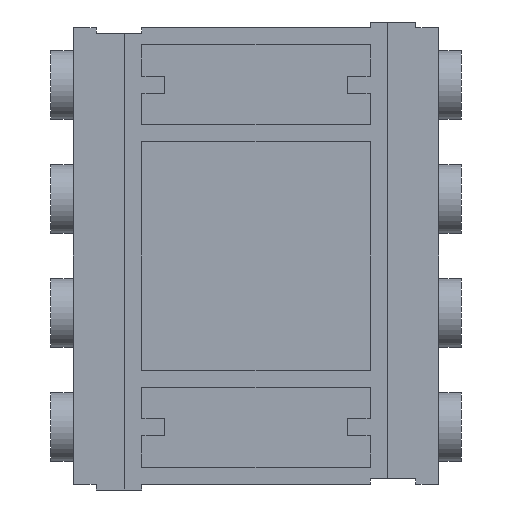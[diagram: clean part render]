
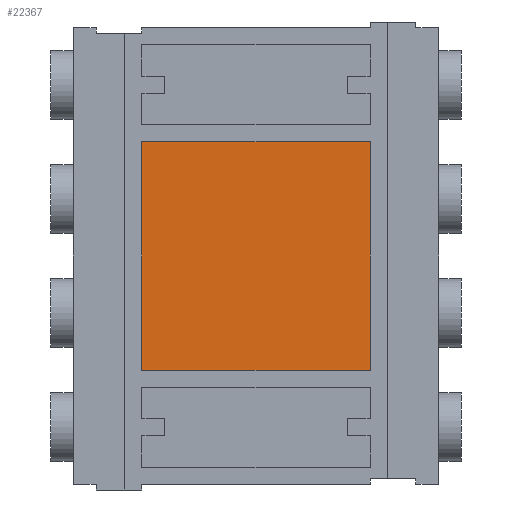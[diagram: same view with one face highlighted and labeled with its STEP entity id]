
A CAD part, front view. The second image highlights one B-rep face of the part: STEP entity #22367.
In plain terms, the highlighted planar face has unit normal (0, -1, 0).
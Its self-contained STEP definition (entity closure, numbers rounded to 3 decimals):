
#10801 = PLANE('',#10802);
#10802 = AXIS2_PLACEMENT_3D('',#10803,#10804,#10805);
#10803 = CARTESIAN_POINT('',(8.,-6.2,8.));
#10804 = DIRECTION('',(0.,0.,-1.));
#10805 = DIRECTION('',(0.,1.,0.));
#10829 = PLANE('',#10830);
#10830 = AXIS2_PLACEMENT_3D('',#10831,#10832,#10833);
#10831 = CARTESIAN_POINT('',(-8.,-6.2,8.));
#10832 = DIRECTION('',(-1.,0.,0.));
#10833 = DIRECTION('',(0.,1.,0.));
#10857 = PLANE('',#10858);
#10858 = AXIS2_PLACEMENT_3D('',#10859,#10860,#10861);
#10859 = CARTESIAN_POINT('',(-8.,-6.2,-8.));
#10860 = DIRECTION('',(0.,0.,1.));
#10861 = DIRECTION('',(0.,1.,0.));
#10883 = PLANE('',#10884);
#10884 = AXIS2_PLACEMENT_3D('',#10885,#10886,#10887);
#10885 = CARTESIAN_POINT('',(8.,-6.2,8.));
#10886 = DIRECTION('',(-1.,0.,0.));
#10887 = DIRECTION('',(0.,1.,0.));
#17978 = VERTEX_POINT('',#17979);
#17979 = CARTESIAN_POINT('',(8.,-4.6,8.));
#18002 = VERTEX_POINT('',#18003);
#18003 = CARTESIAN_POINT('',(-8.,-4.6,8.));
#18024 = EDGE_CURVE('',#17978,#18002,#18025,.T.);
#18025 = SURFACE_CURVE('',#18026,(#18030,#18037),.PCURVE_S1.);
#18026 = LINE('',#18027,#18028);
#18027 = CARTESIAN_POINT('',(8.,-4.6,8.));
#18028 = VECTOR('',#18029,1.);
#18029 = DIRECTION('',(-1.,0.,0.));
#18030 = PCURVE('',#10801,#18031);
#18031 = DEFINITIONAL_REPRESENTATION('',(#18032),#18036);
#18032 = LINE('',#18033,#18034);
#18033 = CARTESIAN_POINT('',(1.6,0.));
#18034 = VECTOR('',#18035,1.);
#18035 = DIRECTION('',(0.,-1.));
#18036 = ( GEOMETRIC_REPRESENTATION_CONTEXT(2) 
PARAMETRIC_REPRESENTATION_CONTEXT() REPRESENTATION_CONTEXT('2D SPACE',''
  ) );
#18037 = PCURVE('',#18038,#18043);
#18038 = PLANE('',#18039);
#18039 = AXIS2_PLACEMENT_3D('',#18040,#18041,#18042);
#18040 = CARTESIAN_POINT('',(8.,-4.6,8.));
#18041 = DIRECTION('',(0.,1.,0.));
#18042 = DIRECTION('',(0.,0.,-1.));
#18043 = DEFINITIONAL_REPRESENTATION('',(#18044),#18048);
#18044 = LINE('',#18045,#18046);
#18045 = CARTESIAN_POINT('',(0.,0.));
#18046 = VECTOR('',#18047,1.);
#18047 = DIRECTION('',(0.,1.));
#18048 = ( GEOMETRIC_REPRESENTATION_CONTEXT(2) 
PARAMETRIC_REPRESENTATION_CONTEXT() REPRESENTATION_CONTEXT('2D SPACE',''
  ) );
#18054 = EDGE_CURVE('',#18055,#18002,#18057,.T.);
#18055 = VERTEX_POINT('',#18056);
#18056 = CARTESIAN_POINT('',(-8.,-4.6,-8.));
#18057 = SURFACE_CURVE('',#18058,(#18062,#18069),.PCURVE_S1.);
#18058 = LINE('',#18059,#18060);
#18059 = CARTESIAN_POINT('',(-8.,-4.6,-8.));
#18060 = VECTOR('',#18061,1.);
#18061 = DIRECTION('',(0.,0.,1.));
#18062 = PCURVE('',#10829,#18063);
#18063 = DEFINITIONAL_REPRESENTATION('',(#18064),#18068);
#18064 = LINE('',#18065,#18066);
#18065 = CARTESIAN_POINT('',(1.6,16.));
#18066 = VECTOR('',#18067,1.);
#18067 = DIRECTION('',(0.,-1.));
#18068 = ( GEOMETRIC_REPRESENTATION_CONTEXT(2) 
PARAMETRIC_REPRESENTATION_CONTEXT() REPRESENTATION_CONTEXT('2D SPACE',''
  ) );
#18069 = PCURVE('',#18038,#18070);
#18070 = DEFINITIONAL_REPRESENTATION('',(#18071),#18075);
#18071 = LINE('',#18072,#18073);
#18072 = CARTESIAN_POINT('',(16.,16.));
#18073 = VECTOR('',#18074,1.);
#18074 = DIRECTION('',(-1.,0.));
#18075 = ( GEOMETRIC_REPRESENTATION_CONTEXT(2) 
PARAMETRIC_REPRESENTATION_CONTEXT() REPRESENTATION_CONTEXT('2D SPACE',''
  ) );
#18105 = VERTEX_POINT('',#18106);
#18106 = CARTESIAN_POINT('',(8.,-4.6,-8.));
#18127 = EDGE_CURVE('',#18055,#18105,#18128,.T.);
#18128 = SURFACE_CURVE('',#18129,(#18133,#18140),.PCURVE_S1.);
#18129 = LINE('',#18130,#18131);
#18130 = CARTESIAN_POINT('',(-8.,-4.6,-8.));
#18131 = VECTOR('',#18132,1.);
#18132 = DIRECTION('',(1.,0.,0.));
#18133 = PCURVE('',#10857,#18134);
#18134 = DEFINITIONAL_REPRESENTATION('',(#18135),#18139);
#18135 = LINE('',#18136,#18137);
#18136 = CARTESIAN_POINT('',(1.6,0.));
#18137 = VECTOR('',#18138,1.);
#18138 = DIRECTION('',(0.,-1.));
#18139 = ( GEOMETRIC_REPRESENTATION_CONTEXT(2) 
PARAMETRIC_REPRESENTATION_CONTEXT() REPRESENTATION_CONTEXT('2D SPACE',''
  ) );
#18140 = PCURVE('',#18038,#18141);
#18141 = DEFINITIONAL_REPRESENTATION('',(#18142),#18146);
#18142 = LINE('',#18143,#18144);
#18143 = CARTESIAN_POINT('',(16.,16.));
#18144 = VECTOR('',#18145,1.);
#18145 = DIRECTION('',(0.,-1.));
#18146 = ( GEOMETRIC_REPRESENTATION_CONTEXT(2) 
PARAMETRIC_REPRESENTATION_CONTEXT() REPRESENTATION_CONTEXT('2D SPACE',''
  ) );
#18153 = EDGE_CURVE('',#17978,#18105,#18154,.T.);
#18154 = SURFACE_CURVE('',#18155,(#18159,#18166),.PCURVE_S1.);
#18155 = LINE('',#18156,#18157);
#18156 = CARTESIAN_POINT('',(8.,-4.6,8.));
#18157 = VECTOR('',#18158,1.);
#18158 = DIRECTION('',(0.,0.,-1.));
#18159 = PCURVE('',#10883,#18160);
#18160 = DEFINITIONAL_REPRESENTATION('',(#18161),#18165);
#18161 = LINE('',#18162,#18163);
#18162 = CARTESIAN_POINT('',(1.6,0.));
#18163 = VECTOR('',#18164,1.);
#18164 = DIRECTION('',(0.,1.));
#18165 = ( GEOMETRIC_REPRESENTATION_CONTEXT(2) 
PARAMETRIC_REPRESENTATION_CONTEXT() REPRESENTATION_CONTEXT('2D SPACE',''
  ) );
#18166 = PCURVE('',#18038,#18167);
#18167 = DEFINITIONAL_REPRESENTATION('',(#18168),#18172);
#18168 = LINE('',#18169,#18170);
#18169 = CARTESIAN_POINT('',(0.,0.));
#18170 = VECTOR('',#18171,1.);
#18171 = DIRECTION('',(1.,0.));
#18172 = ( GEOMETRIC_REPRESENTATION_CONTEXT(2) 
PARAMETRIC_REPRESENTATION_CONTEXT() REPRESENTATION_CONTEXT('2D SPACE',''
  ) );
#22367 = ADVANCED_FACE('',(#22368),#18038,.F.);
#22368 = FACE_BOUND('',#22369,.F.);
#22369 = EDGE_LOOP('',(#22370,#22371,#22372,#22373));
#22370 = ORIENTED_EDGE('',*,*,#18024,.F.);
#22371 = ORIENTED_EDGE('',*,*,#18153,.T.);
#22372 = ORIENTED_EDGE('',*,*,#18127,.F.);
#22373 = ORIENTED_EDGE('',*,*,#18054,.T.);
